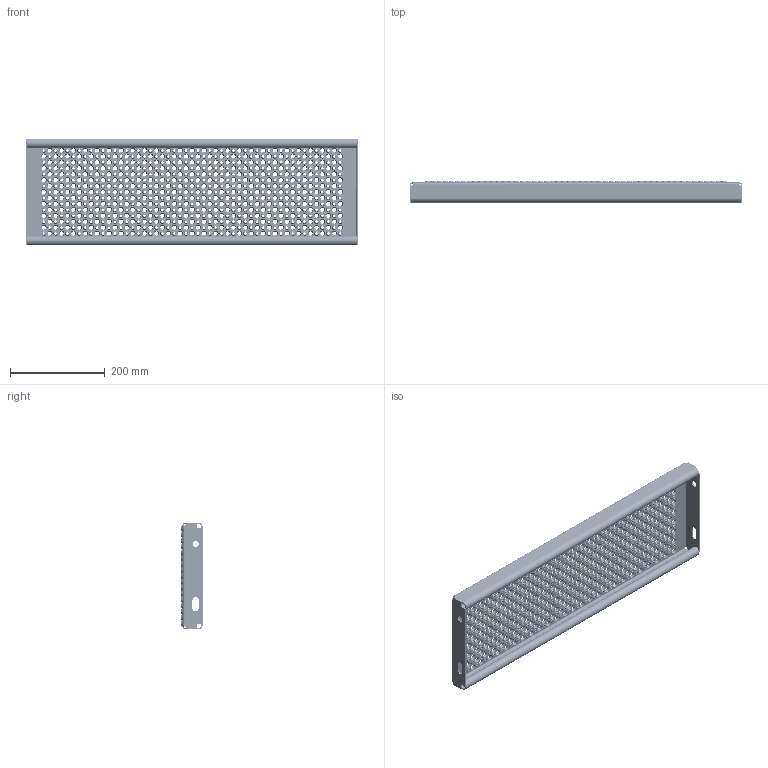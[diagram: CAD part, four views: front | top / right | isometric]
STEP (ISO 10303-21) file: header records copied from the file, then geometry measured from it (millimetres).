
FILE_DESCRIPTION (( 'STEP AP214' ), '1' );
FILE_NAME ('OPTIMO-Tread-Achil-O2-700x225x45x2,5-alu-F102176160.STEP', '2021-08-11T06:46:00', ( '' ), ( '' ), 'SwSTEP 2.0', 'SolidWorks 2021', '' );
FILE_SCHEMA (( 'AUTOMOTIVE_DESIGN' ));
Products named in the file (1): OPTIMO-Tread-Achil-O2-700x225x45x2,5-alu-F102176160
Bounding box: 700 x 45 x 225 mm (x, y, z)
Volume: 681405.7 mm3; surface area: 599824.8 mm2
Topology: 1 solids, 1 shells, 6151 faces, 14072 edges, 8790 vertices
Faces by surface type: cone 3468, cylinder 1770, plane 905, bspline 8
Entity records: 179754 total; most frequent: DIRECTION 35054, CARTESIAN_POINT 29578, ORIENTED_EDGE 28144, AXIS2_PLACEMENT_3D 14870, EDGE_CURVE 14072, VERTEX_POINT 8790, EDGE_LOOP 8760, CIRCLE 8726
